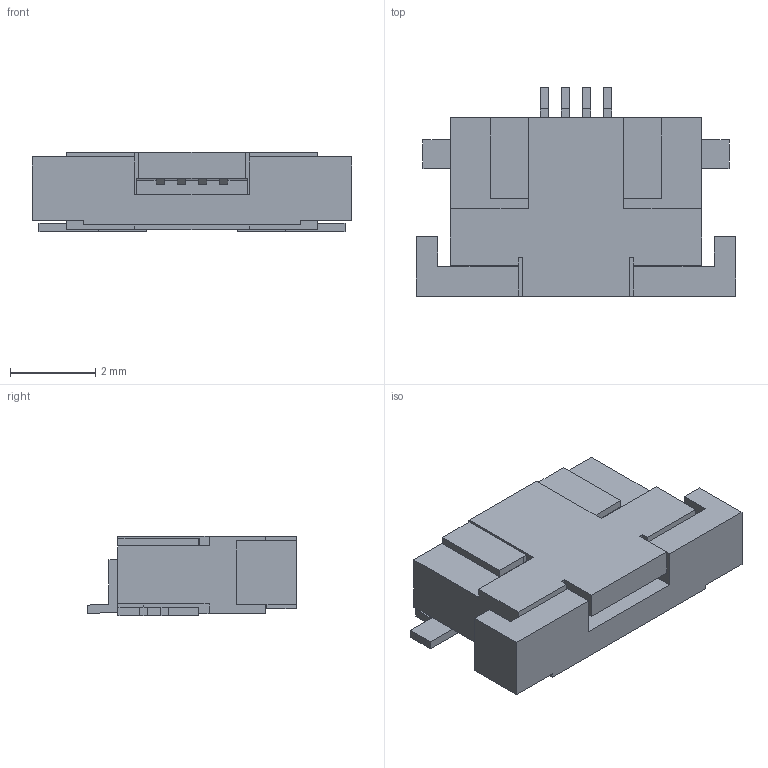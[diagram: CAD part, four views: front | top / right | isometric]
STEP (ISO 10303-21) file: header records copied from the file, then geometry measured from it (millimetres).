
FILE_DESCRIPTION(('FreeCAD Model'),'2;1');
FILE_NAME('ISFV4R_4STLF.step','2017-07-18T11:10:37', ('kicad StepUp'),('ksu MCAD'),'Open CASCADE STEP processor 6.8', 'FreeCAD','Unknown');
FILE_SCHEMA(('AUTOMOTIVE_DESIGN_CC2 { 1 2 10303 214 -1 1 5 4 }'));
Length unit declared in the file: millimetre
Products named in the file (2): ASSEMBLY; ISFV4R_4STLF
Assembly tree (1 placements, depth 2):
  ASSEMBLY
    ISFV4R_4STLF
Bounding box: 7.5 x 4.9 x 1.87 mm (x, y, z)
Volume: 42.6 mm3; surface area: 147.9 mm2
Topology: 1 solids, 1 shells, 172 faces, 508 edges, 338 vertices
Faces by surface type: plane 168, cylinder 4
Entity records: 5663 total; most frequent: CARTESIAN_POINT 1020, ORIENTED_EDGE 1016, DIRECTION 864, EDGE_CURVE 508, LINE 500, VECTOR 500, VERTEX_POINT 338, AXIS2_PLACEMENT_3D 182
